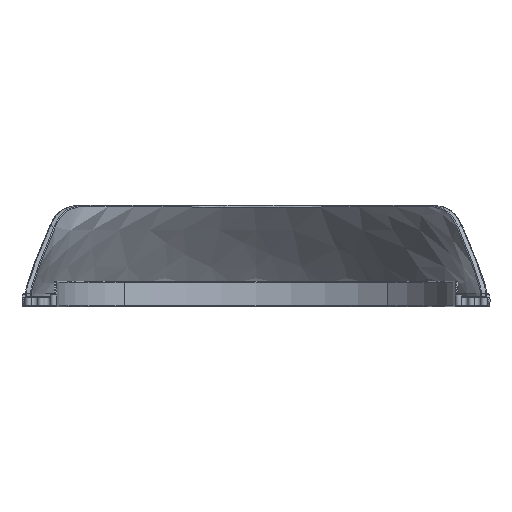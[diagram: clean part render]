
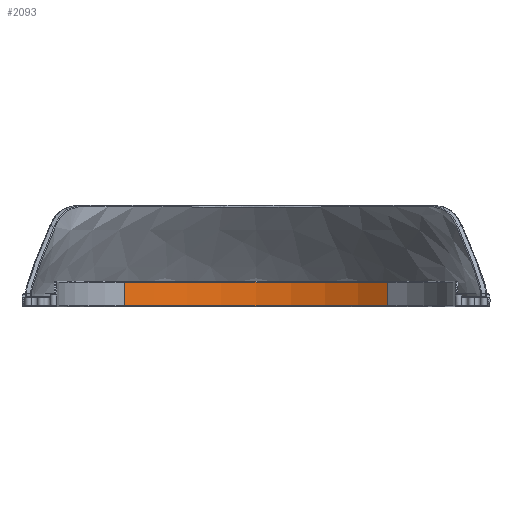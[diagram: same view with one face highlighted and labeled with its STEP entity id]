
A CAD part, front view. The second image highlights one B-rep face of the part: STEP entity #2093.
In plain terms, the highlighted cylindrical face has radius 89.355 mm (diameter 178.71 mm), a partial arc.
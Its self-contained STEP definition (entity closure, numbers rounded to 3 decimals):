
#2066=AXIS2_PLACEMENT_3D('Cylinder Axis2P3D',#2063,#2064,#2065) ;
#2070=AXIS2_PLACEMENT_3D('Circle Axis2P3D',#2068,#2069,$) ;
#2077=AXIS2_PLACEMENT_3D('Circle Axis2P3D',#2075,#2076,$) ;
#1915=CARTESIAN_POINT('Vertex',(52.065,52.065,0.4)) ;
#1922=CARTESIAN_POINT('Vertex',(52.065,52.065,9.6)) ;
#1925=CARTESIAN_POINT('Line Origine',(52.065,52.065,5.)) ;
#2063=CARTESIAN_POINT('Axis2P3D Location',(0.,-20.555,0.)) ;
#2068=CARTESIAN_POINT('Axis2P3D Location',(0.,-20.555,0.4)) ;
#2072=CARTESIAN_POINT('Vertex',(-52.065,52.065,0.4)) ;
#2075=CARTESIAN_POINT('Axis2P3D Location',(0.,-20.555,9.6)) ;
#2079=CARTESIAN_POINT('Vertex',(-52.065,52.065,9.6)) ;
#2082=CARTESIAN_POINT('Line Origine',(-52.065,52.065,5.)) ;
#1926=DIRECTION('Vector Direction',(0.,0.,1.)) ;
#2064=DIRECTION('Axis2P3D Direction',(0.,-0.,1.)) ;
#2065=DIRECTION('Axis2P3D XDirection',(0.583,0.813,0.)) ;
#2069=DIRECTION('Axis2P3D Direction',(0.,-0.,1.)) ;
#2076=DIRECTION('Axis2P3D Direction',(0.,-0.,1.)) ;
#2083=DIRECTION('Vector Direction',(0.,0.,1.)) ;
#1927=VECTOR('Line Direction',#1926,1.) ;
#2084=VECTOR('Line Direction',#2083,1.) ;
#2088=ORIENTED_EDGE('',*,*,#2074,.F.) ;
#2089=ORIENTED_EDGE('',*,*,#1929,.T.) ;
#2090=ORIENTED_EDGE('',*,*,#2081,.F.) ;
#2091=ORIENTED_EDGE('',*,*,#2086,.F.) ;
#2093=ADVANCED_FACE('PNWS',(#2092),#2067,.F.) ;
#2071=CIRCLE('generated circle',#2070,89.355) ;
#2078=CIRCLE('generated circle',#2077,89.355) ;
#2067=CYLINDRICAL_SURFACE('generated cylinder',#2066,89.355) ;
#1929=EDGE_CURVE('',#1916,#1923,#1928,.T.) ;
#2074=EDGE_CURVE('',#1916,#2073,#2071,.T.) ;
#2081=EDGE_CURVE('',#2080,#1923,#2078,.F.) ;
#2086=EDGE_CURVE('',#2073,#2080,#2085,.T.) ;
#2087=EDGE_LOOP('',(#2088,#2089,#2090,#2091)) ;
#2092=FACE_OUTER_BOUND('',#2087,.T.) ;
#1928=LINE('Line',#1925,#1927) ;
#2085=LINE('Line',#2082,#2084) ;
#1916=VERTEX_POINT('',#1915) ;
#1923=VERTEX_POINT('',#1922) ;
#2073=VERTEX_POINT('',#2072) ;
#2080=VERTEX_POINT('',#2079) ;
